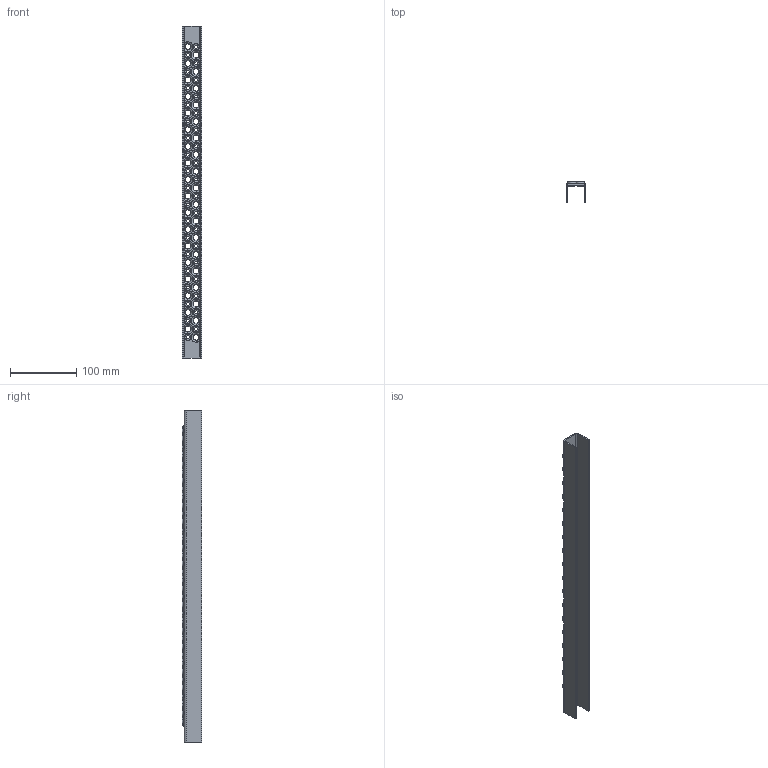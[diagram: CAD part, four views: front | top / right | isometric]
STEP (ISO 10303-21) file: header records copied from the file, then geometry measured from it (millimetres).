
FILE_DESCRIPTION (( 'STEP AP214' ), '1' );
FILE_NAME ('Optimo-Ladder-rung-O2-500x30x30x2-st240-F140010100.STEP', '2021-08-09T12:30:15', ( '' ), ( '' ), 'SwSTEP 2.0', 'SolidWorks 2021', '' );
FILE_SCHEMA (( 'AUTOMOTIVE_DESIGN' ));
Length unit declared in the file: millimetre
Products named in the file (1): Optimo-Ladder-rung-O2-500x30x30x2-st240-F140010100
Bounding box: 30 x 30 x 500 mm (x, y, z)
Volume: 77948.4 mm3; surface area: 85305.8 mm2
Topology: 1 solids, 1 shells, 884 faces, 2562 edges, 1536 vertices
Faces by surface type: cone 432, torus 324, cylinder 74, plane 54
Entity records: 33086 total; most frequent: CARTESIAN_POINT 8683, DIRECTION 5814, ORIENTED_EDGE 5124, AXIS2_PLACEMENT_3D 2583, EDGE_CURVE 2562, CIRCLE 1698, VERTEX_POINT 1536, ADVANCED_FACE 884
